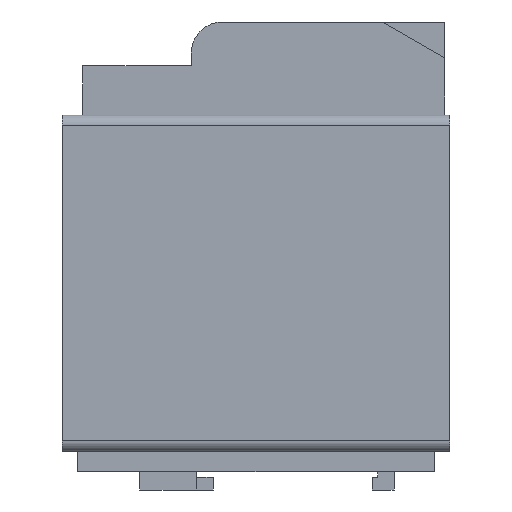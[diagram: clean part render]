
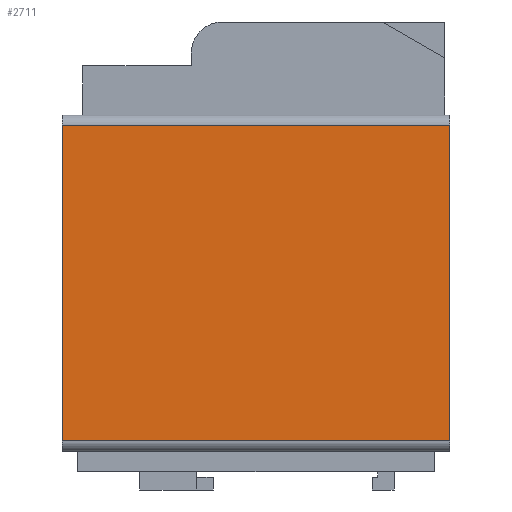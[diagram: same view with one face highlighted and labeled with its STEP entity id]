
A CAD part, left-side view. The second image highlights one B-rep face of the part: STEP entity #2711.
In plain terms, the highlighted planar face has unit normal (-1, 0, 0).
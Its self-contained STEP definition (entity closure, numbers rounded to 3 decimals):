
#62 = CARTESIAN_POINT ( 'NONE',  ( 0., 43.5, 67. ) ) ;
#821 = CARTESIAN_POINT ( 'NONE',  ( 0., -31.5, 67. ) ) ;
#874 = CARTESIAN_POINT ( 'NONE',  ( 0., -31.5, 6. ) ) ;
#1097 = CARTESIAN_POINT ( 'NONE',  ( 0., 43.5, 6. ) ) ;
#1446 = EDGE_CURVE ( 'NONE', #3432, #10110, #5778, .T. ) ;
#1636 = DIRECTION ( 'NONE',  ( -1., 0., 0. ) ) ;
#1739 = VECTOR ( 'NONE', #4208, 1000. ) ;
#1895 = LINE ( 'NONE', #7668, #4901 ) ;
#2186 = EDGE_LOOP ( 'NONE', ( #9376, #10047, #3040, #6440 ) ) ;
#2405 = VERTEX_POINT ( 'NONE', #4589 ) ;
#2711 = ADVANCED_FACE ( 'NONE', ( #9036 ), #3140, .T. ) ;
#2893 = EDGE_CURVE ( 'NONE', #10010, #10110, #10059, .T. ) ;
#3031 = CARTESIAN_POINT ( 'NONE',  ( 0., 43.5, 6. ) ) ;
#3040 = ORIENTED_EDGE ( 'NONE', *, *, #10017, .F. ) ;
#3138 = DIRECTION ( 'NONE',  ( 0., 1., 0. ) ) ;
#3140 = PLANE ( 'NONE',  #4309 ) ;
#3432 = VERTEX_POINT ( 'NONE', #5441 ) ;
#4155 = VECTOR ( 'NONE', #3138, 1000. ) ;
#4208 = DIRECTION ( 'NONE',  ( 0., 1., 0. ) ) ;
#4309 = AXIS2_PLACEMENT_3D ( 'NONE', #874, #1636, #9791 ) ;
#4589 = CARTESIAN_POINT ( 'NONE',  ( 0., -31.5, 6. ) ) ;
#4901 = VECTOR ( 'NONE', #7707, 1000. ) ;
#5441 = CARTESIAN_POINT ( 'NONE',  ( 0., -31.5, 67. ) ) ;
#5667 = CARTESIAN_POINT ( 'NONE',  ( 0., -31.5, 6. ) ) ;
#5778 = LINE ( 'NONE', #821, #1739 ) ;
#6440 = ORIENTED_EDGE ( 'NONE', *, *, #8754, .T. ) ;
#7668 = CARTESIAN_POINT ( 'NONE',  ( 0., -31.5, 6. ) ) ;
#7707 = DIRECTION ( 'NONE',  ( 0., 0., 1. ) ) ;
#8754 = EDGE_CURVE ( 'NONE', #2405, #3432, #1895, .T. ) ;
#9036 = FACE_OUTER_BOUND ( 'NONE', #2186, .T. ) ;
#9098 = VECTOR ( 'NONE', #10009, 1000. ) ;
#9376 = ORIENTED_EDGE ( 'NONE', *, *, #1446, .T. ) ;
#9791 = DIRECTION ( 'NONE',  ( 0., 1., 0. ) ) ;
#10009 = DIRECTION ( 'NONE',  ( 0., 0., 1. ) ) ;
#10010 = VERTEX_POINT ( 'NONE', #3031 ) ;
#10017 = EDGE_CURVE ( 'NONE', #2405, #10010, #10488, .T. ) ;
#10047 = ORIENTED_EDGE ( 'NONE', *, *, #2893, .F. ) ;
#10059 = LINE ( 'NONE', #1097, #9098 ) ;
#10110 = VERTEX_POINT ( 'NONE', #62 ) ;
#10488 = LINE ( 'NONE', #5667, #4155 ) ;
